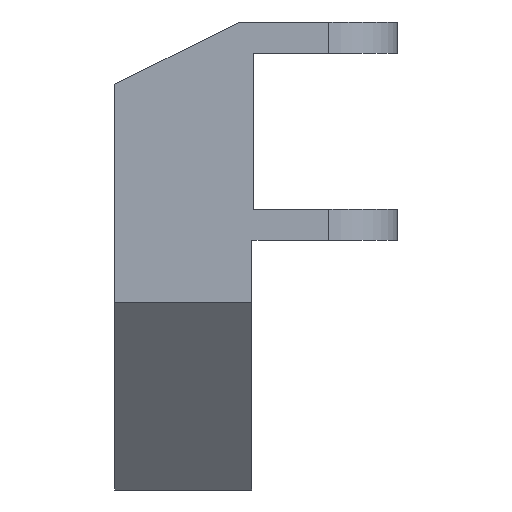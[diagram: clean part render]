
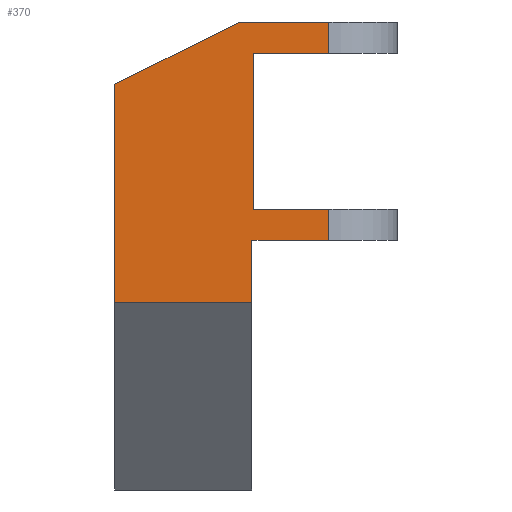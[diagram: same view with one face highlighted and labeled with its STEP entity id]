
A CAD part, front view. The second image highlights one B-rep face of the part: STEP entity #370.
In plain terms, the highlighted planar face has unit normal (0, -1, 0).
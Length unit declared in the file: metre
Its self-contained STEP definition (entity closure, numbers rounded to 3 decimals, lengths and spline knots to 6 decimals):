
#61=ORIENTED_EDGE('',*,*,#157,.T.);
#62=ORIENTED_EDGE('',*,*,#158,.T.);
#63=ORIENTED_EDGE('',*,*,#155,.T.);
#64=ORIENTED_EDGE('',*,*,#159,.T.);
#65=ORIENTED_EDGE('',*,*,#130,.T.);
#66=ORIENTED_EDGE('',*,*,#160,.F.);
#67=ORIENTED_EDGE('',*,*,#161,.F.);
#68=ORIENTED_EDGE('',*,*,#162,.T.);
#69=ORIENTED_EDGE('',*,*,#163,.F.);
#70=ORIENTED_EDGE('',*,*,#138,.F.);
#71=ORIENTED_EDGE('',*,*,#141,.F.);
#130=EDGE_CURVE('',#181,#180,#215,.T.);
#138=EDGE_CURVE('',#188,#186,#221,.T.);
#141=EDGE_CURVE('',#190,#188,#223,.T.);
#155=EDGE_CURVE('',#202,#201,#237,.T.);
#157=EDGE_CURVE('',#190,#203,#239,.T.);
#158=EDGE_CURVE('',#203,#202,#240,.F.);
#159=EDGE_CURVE('',#201,#181,#241,.T.);
#160=EDGE_CURVE('',#204,#180,#242,.T.);
#161=EDGE_CURVE('',#205,#204,#243,.T.);
#162=EDGE_CURVE('',#205,#206,#244,.T.);
#163=EDGE_CURVE('',#186,#206,#245,.T.);
#180=VERTEX_POINT('',#538);
#181=VERTEX_POINT('',#540);
#186=VERTEX_POINT('',#551);
#188=VERTEX_POINT('',#555);
#190=VERTEX_POINT('',#561);
#201=VERTEX_POINT('',#588);
#202=VERTEX_POINT('',#590);
#203=VERTEX_POINT('',#594);
#204=VERTEX_POINT('',#598);
#205=VERTEX_POINT('',#600);
#206=VERTEX_POINT('',#602);
#215=LINE('',#539,#255);
#221=LINE('',#556,#261);
#223=LINE('',#562,#263);
#237=LINE('',#589,#277);
#239=LINE('',#593,#279);
#240=LINE('',#595,#280);
#241=LINE('',#596,#281);
#242=LINE('',#597,#282);
#243=LINE('',#599,#283);
#244=LINE('',#601,#284);
#245=LINE('',#603,#285);
#255=VECTOR('',#435,1.);
#261=VECTOR('',#447,1.);
#263=VECTOR('',#453,1.);
#277=VECTOR('',#471,1.);
#279=VECTOR('',#475,1.);
#280=VECTOR('',#476,1.);
#281=VECTOR('',#477,1.);
#282=VECTOR('',#478,1.);
#283=VECTOR('',#479,1.);
#284=VECTOR('',#480,1.);
#285=VECTOR('',#481,1.);
#298=EDGE_LOOP('',(#61,#62,#63,#64,#65,#66,#67,#68,#69,#70,#71));
#327=FACE_BOUND('',#298,.T.);
#354=PLANE('',#406);
#370=ADVANCED_FACE('',(#327),#354,.T.);
#406=AXIS2_PLACEMENT_3D('',#592,#473,#474);
#435=DIRECTION('',(0.,0.,1.));
#447=DIRECTION('',(-1.,0.,0.));
#453=DIRECTION('',(0.,0.,-1.));
#471=DIRECTION('',(0.,0.,-1.));
#473=DIRECTION('',(0.,-1.,0.));
#474=DIRECTION('',(0.,0.,-1.));
#475=DIRECTION('',(-1.,0.,0.));
#476=DIRECTION('',(0.894,0.,0.447));
#477=DIRECTION('',(1.,0.,0.));
#478=DIRECTION('',(-1.,0.,0.));
#479=DIRECTION('',(0.,0.,-1.));
#480=DIRECTION('',(-1.,0.,0.));
#481=DIRECTION('',(0.,0.,-1.));
#538=CARTESIAN_POINT('',(0.011,-0.10575,0.04));
#539=CARTESIAN_POINT('',(0.011,-0.10575,0.02));
#540=CARTESIAN_POINT('',(0.011,-0.10575,0.03));
#551=CARTESIAN_POINT('',(0.011178,-0.10575,0.07));
#555=CARTESIAN_POINT('',(0.0233,-0.10575,0.07));
#556=CARTESIAN_POINT('',(0.,-0.10575,0.07));
#561=CARTESIAN_POINT('',(0.0233,-0.10575,0.075));
#562=CARTESIAN_POINT('',(0.0233,-0.10575,0.075));
#588=CARTESIAN_POINT('',(-0.011,-0.10575,0.03));
#589=CARTESIAN_POINT('',(-0.011,-0.10575,0.075));
#590=CARTESIAN_POINT('',(-0.011,-0.10575,0.065));
#592=CARTESIAN_POINT('',(0.,-0.10575,0.075));
#593=CARTESIAN_POINT('',(0.,-0.10575,0.075));
#594=CARTESIAN_POINT('',(0.009,-0.10575,0.075));
#595=CARTESIAN_POINT('',(0.0018,-0.10575,0.0714));
#596=CARTESIAN_POINT('',(0.011,-0.10575,0.03));
#597=CARTESIAN_POINT('',(0.,-0.10575,0.04));
#598=CARTESIAN_POINT('',(0.0233,-0.10575,0.04));
#599=CARTESIAN_POINT('',(0.0233,-0.10575,0.045));
#600=CARTESIAN_POINT('',(0.0233,-0.10575,0.045));
#601=CARTESIAN_POINT('',(0.,-0.10575,0.045));
#602=CARTESIAN_POINT('',(0.011178,-0.10575,0.045));
#603=CARTESIAN_POINT('',(0.011178,-0.10575,0.070002));
